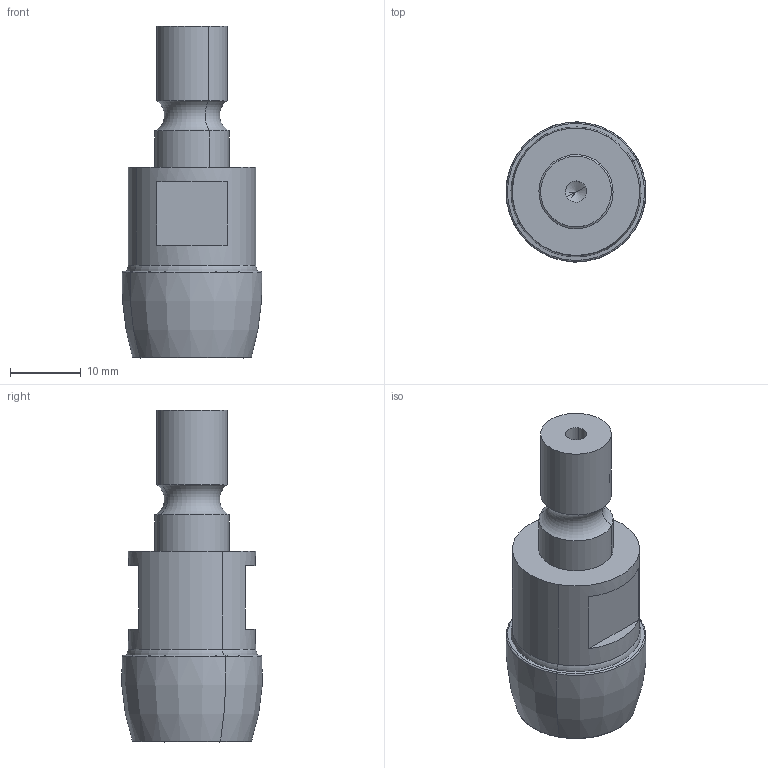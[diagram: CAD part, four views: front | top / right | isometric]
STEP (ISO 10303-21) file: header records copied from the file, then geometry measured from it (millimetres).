
FILE_DESCRIPTION(('CATIA V5 STEP Exchange','CAx-IF Rec.Pracs.--- Model Styling and Organization---1.2---2011-12-15'),'2;1');
FILE_NAME('TBR90 320-M10-12 [STPL] _ ed1.stp','2022-11-07T23:03:16+00:00',('none'),('none'),'CATIA Version 5 Release 21 SP 5 (IN-10)','CATIA V5 STEP AP214','none');
FILE_SCHEMA(('AUTOMOTIVE_DESIGN { 1 0 10303 214 1 1 1 1 }'));
Length unit declared in the file: millimetre
Products named in the file (1): TBR90 320-M10-12
Bounding box: 19.75 x 19.86 x 46.95 mm (x, y, z)
Volume: 10622.7 mm3; surface area: 4380.6 mm2
Topology: 2 solids, 2 shells, 50 faces, 108 edges, 64 vertices
Faces by surface type: cone 10, cylinder 10, plane 10, torus 10, revolution 10
Entity records: 2505 total; most frequent: CARTESIAN_POINT 1507, ORIENTED_EDGE 196, DIRECTION 150, EDGE_CURVE 98, AXIS2_PLACEMENT_3D 84, CIRCLE 56, EDGE_LOOP 55, VERTEX_POINT 55
